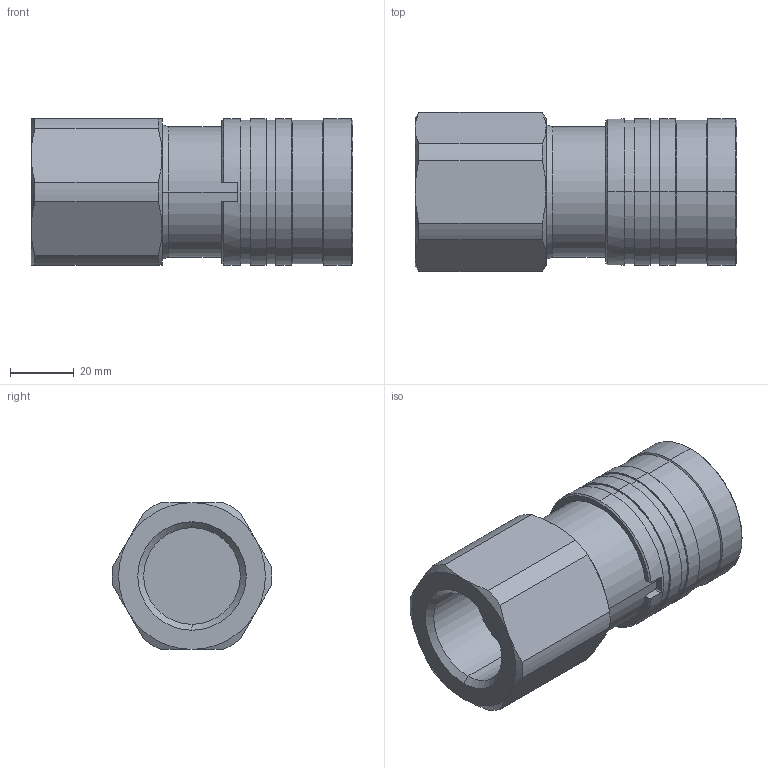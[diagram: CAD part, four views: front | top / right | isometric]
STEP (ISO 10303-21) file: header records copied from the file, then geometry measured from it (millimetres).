
FILE_DESCRIPTION (( 'STEP AP214' ), '1' );
FILE_NAME ('FEM-751-16FB.STEP', '2011-05-09T12:16:35', ( 'admin' ), ( 'Microsoft' ), 'SwSTEP 2.0', 'SolidWorks 2009', '' );
FILE_SCHEMA (( 'AUTOMOTIVE_DESIGN' ));
Length unit declared in the file: millimetre
Products named in the file (1): FEM-751-16FB
Bounding box: 100.8 x 49.96 x 46 mm (x, y, z)
Volume: 149898.4 mm3; surface area: 23149.8 mm2
Topology: 1 solids, 1 shells, 126 faces, 289 edges, 174 vertices
Faces by surface type: cylinder 49, cone 43, plane 25, torus 7, bspline 2
Entity records: 3854 total; most frequent: CARTESIAN_POINT 983, DIRECTION 628, ORIENTED_EDGE 578, EDGE_CURVE 289, AXIS2_PLACEMENT_3D 264, VERTEX_POINT 174, CIRCLE 139, EDGE_LOOP 135
